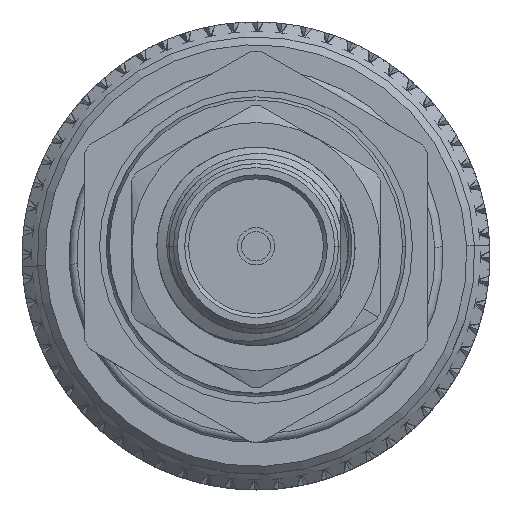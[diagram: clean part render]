
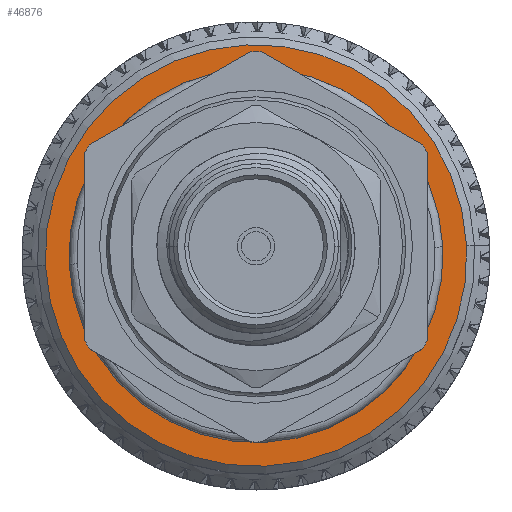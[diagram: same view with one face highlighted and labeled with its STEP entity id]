
A CAD part, top view. The second image highlights one B-rep face of the part: STEP entity #46876.
In plain terms, the highlighted face is planar.
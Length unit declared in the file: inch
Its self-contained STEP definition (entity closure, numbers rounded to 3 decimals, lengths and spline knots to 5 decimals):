
#2241 = VERTEX_POINT ( 'NONE', #64176 ) ;
#4031 = AXIS2_PLACEMENT_3D ( 'NONE', #40535, #15089, #76697 ) ;
#8181 = CARTESIAN_POINT ( 'NONE',  ( 0.5965, 0., 0. ) ) ;
#10230 = EDGE_CURVE ( 'NONE', #94084, #2241, #70230, .T. ) ;
#10276 = ORIENTED_EDGE ( 'NONE', *, *, #68921, .F. ) ;
#11968 = EDGE_CURVE ( 'NONE', #105267, #101448, #74195, .T. ) ;
#15089 = DIRECTION ( 'NONE',  ( 1., 0., 0. ) ) ;
#21884 = AXIS2_PLACEMENT_3D ( 'NONE', #59878, #105268, #52543 ) ;
#26382 = FACE_BOUND ( 'NONE', #112100, .T. ) ;
#33474 = CARTESIAN_POINT ( 'NONE',  ( 0.5965, 0., 0.266 ) ) ;
#40445 = AXIS2_PLACEMENT_3D ( 'NONE', #59776, #51696, #50967 ) ;
#40535 = CARTESIAN_POINT ( 'NONE',  ( 0.5965, 0., 0. ) ) ;
#46876 = ADVANCED_FACE ( 'NONE', ( #88413, #26382 ), #77083, .F. ) ;
#50967 = DIRECTION ( 'NONE',  ( 0., 0., 1. ) ) ;
#51696 = DIRECTION ( 'NONE',  ( -1., 0., 0. ) ) ;
#52543 = DIRECTION ( 'NONE',  ( 0., 0., 1. ) ) ;
#59776 = CARTESIAN_POINT ( 'NONE',  ( 0.5965, 0.276, 0. ) ) ;
#59828 = ORIENTED_EDGE ( 'NONE', *, *, #11968, .T. ) ;
#59878 = CARTESIAN_POINT ( 'NONE',  ( 0.5965, 0., 0. ) ) ;
#61309 = AXIS2_PLACEMENT_3D ( 'NONE', #8181, #69837, #114005 ) ;
#64176 = CARTESIAN_POINT ( 'NONE',  ( 0.5965, 0., 0.236 ) ) ;
#64684 = DIRECTION ( 'NONE',  ( 1., 0., 0. ) ) ;
#65453 = CARTESIAN_POINT ( 'NONE',  ( 0.5965, 0., 0. ) ) ;
#68921 = EDGE_CURVE ( 'NONE', #2241, #94084, #108163, .T. ) ;
#69837 = DIRECTION ( 'NONE',  ( 1., 0., 0. ) ) ;
#69853 = EDGE_LOOP ( 'NONE', ( #59828, #81657 ) ) ;
#70230 = CIRCLE ( 'NONE', #4031, 0.236 ) ;
#74195 = CIRCLE ( 'NONE', #107599, 0.266 ) ;
#76697 = DIRECTION ( 'NONE',  ( 0., 0., 1. ) ) ;
#77083 = PLANE ( 'NONE',  #40445 ) ;
#81657 = ORIENTED_EDGE ( 'NONE', *, *, #98114, .T. ) ;
#88413 = FACE_OUTER_BOUND ( 'NONE', #69853, .T. ) ;
#94084 = VERTEX_POINT ( 'NONE', #104292 ) ;
#98114 = EDGE_CURVE ( 'NONE', #101448, #105267, #104626, .T. ) ;
#99999 = ORIENTED_EDGE ( 'NONE', *, *, #10230, .F. ) ;
#100445 = DIRECTION ( 'NONE',  ( 0., 0., 1. ) ) ;
#101448 = VERTEX_POINT ( 'NONE', #112396 ) ;
#104292 = CARTESIAN_POINT ( 'NONE',  ( 0.5965, 0., -0.236 ) ) ;
#104626 = CIRCLE ( 'NONE', #61309, 0.266 ) ;
#105267 = VERTEX_POINT ( 'NONE', #33474 ) ;
#105268 = DIRECTION ( 'NONE',  ( 1., 0., 0. ) ) ;
#107599 = AXIS2_PLACEMENT_3D ( 'NONE', #65453, #64684, #100445 ) ;
#108163 = CIRCLE ( 'NONE', #21884, 0.236 ) ;
#112100 = EDGE_LOOP ( 'NONE', ( #10276, #99999 ) ) ;
#112396 = CARTESIAN_POINT ( 'NONE',  ( 0.5965, 0., -0.266 ) ) ;
#114005 = DIRECTION ( 'NONE',  ( 0., 0., 1. ) ) ;
